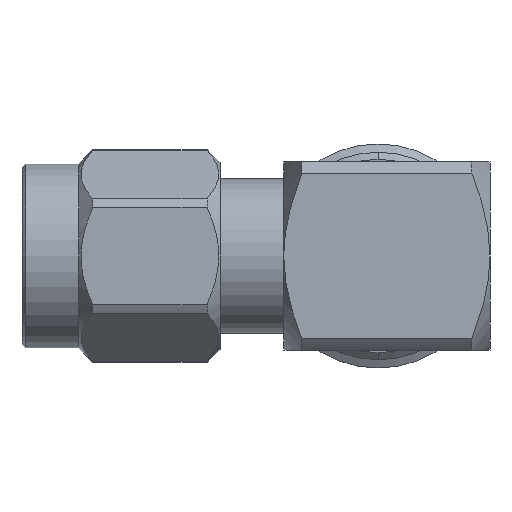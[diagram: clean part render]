
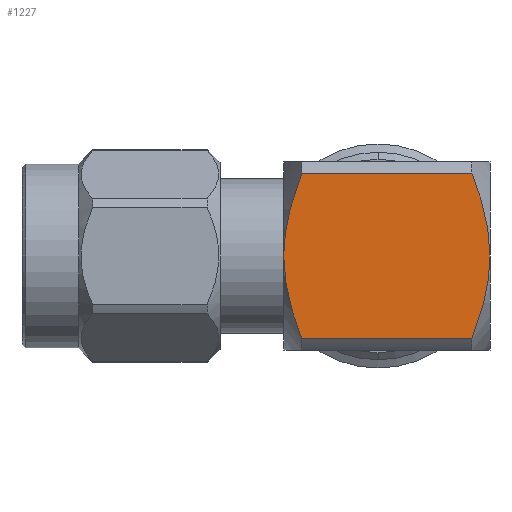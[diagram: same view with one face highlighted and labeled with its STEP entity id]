
A CAD part, left-side view. The second image highlights one B-rep face of the part: STEP entity #1227.
In plain terms, the highlighted planar face has unit normal (-1, 0, 0).
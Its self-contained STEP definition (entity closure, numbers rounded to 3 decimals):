
#16 = PLANE ( 'NONE',  #2675 ) ;
#60 = CARTESIAN_POINT ( 'NONE',  ( -4., 0.082, 1.203 ) ) ;
#158 = CARTESIAN_POINT ( 'NONE',  ( -4., 8.391, 2.376 ) ) ;
#195 = DIRECTION ( 'NONE',  ( 1., 0., 0. ) ) ;
#204 = FACE_OUTER_BOUND ( 'NONE', #2076, .T. ) ;
#232 = CARTESIAN_POINT ( 'NONE',  ( -4., 0., -0.614 ) ) ;
#264 = EDGE_CURVE ( 'NONE', #2020, #3029, #2451, .T. ) ;
#310 = EDGE_CURVE ( 'NONE', #2799, #2020, #545, .T. ) ;
#398 = CARTESIAN_POINT ( 'NONE',  ( -4., 8.75, 0. ) ) ;
#491 = CARTESIAN_POINT ( 'NONE',  ( -4., 0., 0.609 ) ) ;
#545 = LINE ( 'NONE', #2348, #1079 ) ;
#607 = CARTESIAN_POINT ( 'NONE',  ( -4., 0.765, -3.515 ) ) ;
#790 = EDGE_CURVE ( 'NONE', #1122, #1938, #1723, .T. ) ;
#802 = CARTESIAN_POINT ( 'NONE',  ( -4., 8.392, -2.373 ) ) ;
#827 = B_SPLINE_CURVE_WITH_KNOTS ( 'NONE', 3,
 ( #1271, #2679, #1019, #802, #1725, #2461 ),
 .UNSPECIFIED., .F., .F.,
 ( 4, 2, 4 ),
 ( 0., 0.002, 0.004 ),
 .UNSPECIFIED. ) ;
#874 = CARTESIAN_POINT ( 'NONE',  ( -4., 7.985, -3.515 ) ) ;
#959 = CARTESIAN_POINT ( 'NONE',  ( -4., 0.549, 2.949 ) ) ;
#1019 = CARTESIAN_POINT ( 'NONE',  ( -4., 8.668, -1.203 ) ) ;
#1068 = VERTEX_POINT ( 'NONE', #874 ) ;
#1079 = VECTOR ( 'NONE', #1173, 1000. ) ;
#1118 = ORIENTED_EDGE ( 'NONE', *, *, #2961, .T. ) ;
#1122 = VERTEX_POINT ( 'NONE', #607 ) ;
#1128 = CARTESIAN_POINT ( 'NONE',  ( -4., 0.765, -3.515 ) ) ;
#1143 = CARTESIAN_POINT ( 'NONE',  ( -4., 4.375, -3.515 ) ) ;
#1149 = CARTESIAN_POINT ( 'NONE',  ( -4., 0.359, -2.376 ) ) ;
#1173 = DIRECTION ( 'NONE',  ( 0., 1., 0. ) ) ;
#1227 = ADVANCED_FACE ( 'NONE', ( #204 ), #16, .F. ) ;
#1241 = B_SPLINE_CURVE_WITH_KNOTS ( 'NONE', 3,
 ( #2397, #491, #60, #2188, #959, #1670 ),
 .UNSPECIFIED., .F., .F.,
 ( 4, 2, 4 ),
 ( 0., 0.002, 0.004 ),
 .UNSPECIFIED. ) ;
#1271 = CARTESIAN_POINT ( 'NONE',  ( -4., 8.75, 0. ) ) ;
#1512 = VECTOR ( 'NONE', #2811, 1000. ) ;
#1523 = CARTESIAN_POINT ( 'NONE',  ( -4., 7.985, 3.515 ) ) ;
#1597 = CARTESIAN_POINT ( 'NONE',  ( -4., 8.666, 1.209 ) ) ;
#1637 = CARTESIAN_POINT ( 'NONE',  ( -4., 0.084, -1.209 ) ) ;
#1646 = CARTESIAN_POINT ( 'NONE',  ( -4., 0.549, -2.948 ) ) ;
#1670 = CARTESIAN_POINT ( 'NONE',  ( -4., 0.765, 3.515 ) ) ;
#1723 = B_SPLINE_CURVE_WITH_KNOTS ( 'NONE', 3,
 ( #1128, #1646, #1149, #1637, #232, #2570 ),
 .UNSPECIFIED., .F., .F.,
 ( 4, 2, 4 ),
 ( 0., 0.002, 0.004 ),
 .UNSPECIFIED. ) ;
#1725 = CARTESIAN_POINT ( 'NONE',  ( -4., 8.201, -2.949 ) ) ;
#1848 = CARTESIAN_POINT ( 'NONE',  ( -4., 7.985, 3.515 ) ) ;
#1938 = VERTEX_POINT ( 'NONE', #2387 ) ;
#1954 = ORIENTED_EDGE ( 'NONE', *, *, #2801, .T. ) ;
#2020 = VERTEX_POINT ( 'NONE', #1523 ) ;
#2060 = CARTESIAN_POINT ( 'NONE',  ( -4., 8.201, 2.948 ) ) ;
#2061 = LINE ( 'NONE', #1143, #1512 ) ;
#2076 = EDGE_LOOP ( 'NONE', ( #1118, #2982, #2668, #2731, #2576, #1954 ) ) ;
#2188 = CARTESIAN_POINT ( 'NONE',  ( -4., 0.358, 2.373 ) ) ;
#2297 = CARTESIAN_POINT ( 'NONE',  ( -4., 8.75, 0.614 ) ) ;
#2348 = CARTESIAN_POINT ( 'NONE',  ( -4., 4.375, 3.515 ) ) ;
#2387 = CARTESIAN_POINT ( 'NONE',  ( -4., 0., 0. ) ) ;
#2397 = CARTESIAN_POINT ( 'NONE',  ( -4., 0., 0. ) ) ;
#2451 = B_SPLINE_CURVE_WITH_KNOTS ( 'NONE', 3,
 ( #1848, #2060, #158, #1597, #2297, #398 ),
 .UNSPECIFIED., .F., .F.,
 ( 4, 2, 4 ),
 ( 0., 0.002, 0.004 ),
 .UNSPECIFIED. ) ;
#2461 = CARTESIAN_POINT ( 'NONE',  ( -4., 7.985, -3.515 ) ) ;
#2466 = CARTESIAN_POINT ( 'NONE',  ( -4., 0.765, 3.515 ) ) ;
#2537 = CARTESIAN_POINT ( 'NONE',  ( -4., 8.75, 0. ) ) ;
#2570 = CARTESIAN_POINT ( 'NONE',  ( -4., 0., 0. ) ) ;
#2576 = ORIENTED_EDGE ( 'NONE', *, *, #264, .T. ) ;
#2640 = EDGE_CURVE ( 'NONE', #1938, #2799, #1241, .T. ) ;
#2668 = ORIENTED_EDGE ( 'NONE', *, *, #2640, .T. ) ;
#2675 = AXIS2_PLACEMENT_3D ( 'NONE', #2840, #195, #2850 ) ;
#2679 = CARTESIAN_POINT ( 'NONE',  ( -4., 8.75, -0.609 ) ) ;
#2731 = ORIENTED_EDGE ( 'NONE', *, *, #310, .T. ) ;
#2799 = VERTEX_POINT ( 'NONE', #2466 ) ;
#2801 = EDGE_CURVE ( 'NONE', #3029, #1068, #827, .T. ) ;
#2811 = DIRECTION ( 'NONE',  ( 0., -1., 0. ) ) ;
#2840 = CARTESIAN_POINT ( 'NONE',  ( -4., -0.053, 3.515 ) ) ;
#2850 = DIRECTION ( 'NONE',  ( 0., 0., -1. ) ) ;
#2961 = EDGE_CURVE ( 'NONE', #1068, #1122, #2061, .T. ) ;
#2982 = ORIENTED_EDGE ( 'NONE', *, *, #790, .T. ) ;
#3029 = VERTEX_POINT ( 'NONE', #2537 ) ;
